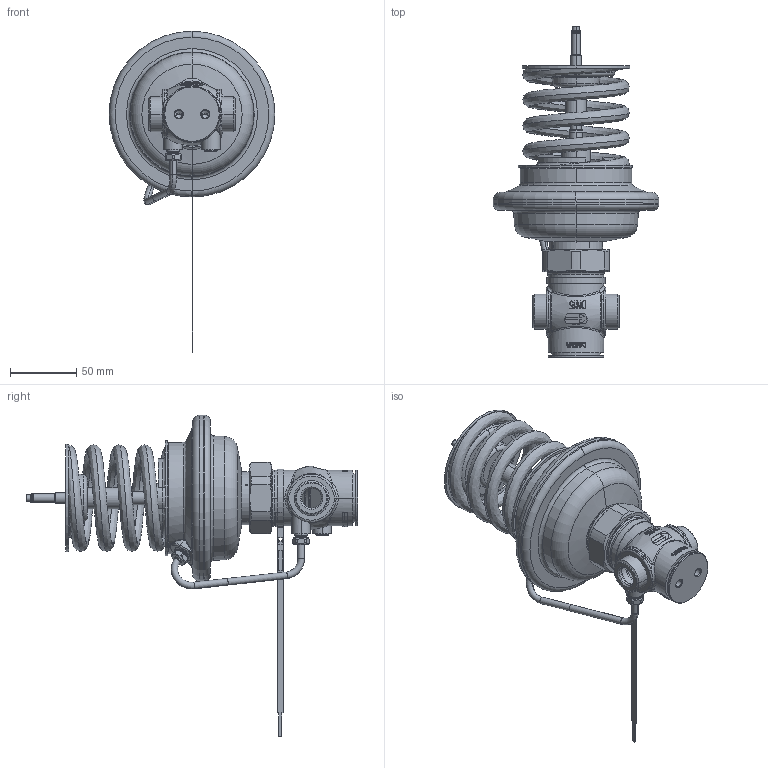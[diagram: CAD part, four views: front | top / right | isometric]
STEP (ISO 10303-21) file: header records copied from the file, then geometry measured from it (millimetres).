
FILE_DESCRIPTION((''),'2;1');
FILE_NAME('003H6614_ASM','2014-10-02T',('u258099'),('Danfoss'),'PRO/ENGINEER BY PARAMETRIC TECHNOLOGY CORPORATION, 2014000','PRO/ENGINEER BY PARAMETRIC TECHNOLOGY CORPORATION, 2014000','');
FILE_SCHEMA(('CONFIG_CONTROL_DESIGN'));
Products named in the file (24): 8882982; 8882977_ASM; 8882902; 8882820; 8883810; 8883905; 8883813; 8881085; 88810790_ZAVIHAN; 8883848; TRATA-MUTTER; DIN433-8_4; DIN934-M08; 8883849; FEDER-BLAU; 8881075; GLEITSCHEIBE; 8881076; 8881102; 8883766_ASM; 88820060; 8881022; 8883532; 003H6614_ASM
Assembly tree (24 placements, depth 3):
  003H6614_ASM
    8882977_ASM
      8882982
    8882902
    8882820
    8883766_ASM
      8883810
      8883905
      8883813
      8881085
      88810790_ZAVIHAN
      8883848
      TRATA-MUTTER
      DIN433-8_4
      DIN934-M08
      8883849
      FEDER-BLAU
      8881075
      GLEITSCHEIBE
      8881076
      8881102
    88820060
    8881022  x2
    8883532
Bounding box: 125.09 x 250.05 x 242.55 mm (x, y, z)
Volume: 364589.5 mm3; surface area: 215125.9 mm2
Topology: 22 solids, 43 shells, 1746 faces, 4311 edges, 2699 vertices
Faces by surface type: plane 818, cylinder 370, cone 244, torus 192, bspline 109, sphere 13
Entity records: 58954 total; most frequent: CARTESIAN_POINT 19416, ORIENTED_EDGE 8306, DIRECTION 7946, EDGE_CURVE 4205, AXIS2_PLACEMENT_3D 3196, VERTEX_POINT 2637, EDGE_LOOP 1848, FACE_OUTER_BOUND 1705
